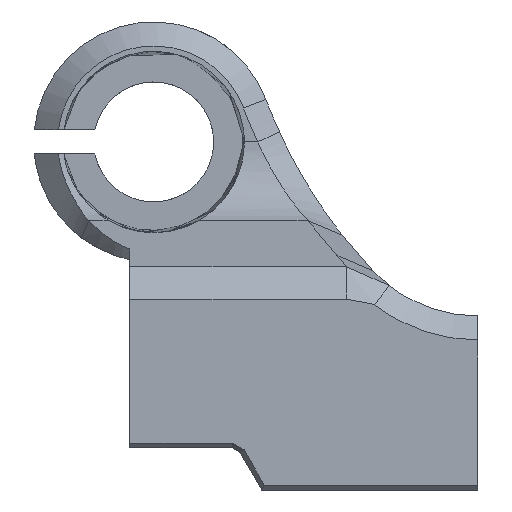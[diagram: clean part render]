
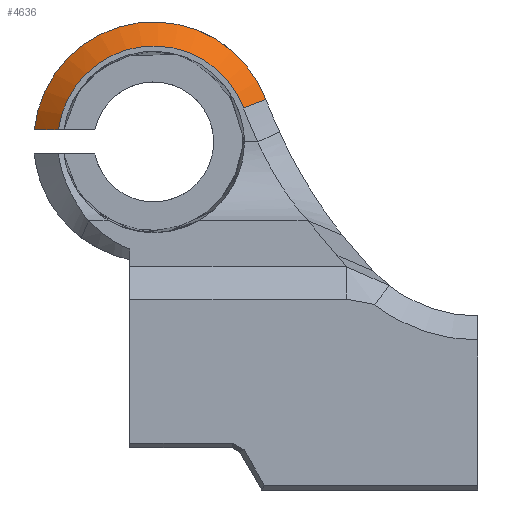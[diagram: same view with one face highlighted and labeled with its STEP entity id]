
A CAD part, front view. The second image highlights one B-rep face of the part: STEP entity #4636.
In plain terms, the highlighted conical face has half-angle 45 degrees and reference radius 10 mm.
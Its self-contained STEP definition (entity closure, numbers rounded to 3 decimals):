
#83 = CYLINDRICAL_SURFACE('',#84,10.);
#84 = AXIS2_PLACEMENT_3D('',#85,#86,#87);
#85 = CARTESIAN_POINT('',(-27.,0.,20.));
#86 = DIRECTION('',(0.,-1.,0.));
#87 = DIRECTION('',(-1.,0.,0.));
#140 = PLANE('',#141);
#141 = AXIS2_PLACEMENT_3D('',#142,#143,#144);
#142 = CARTESIAN_POINT('',(-31.,20.949,21.));
#143 = DIRECTION('',(0.,0.,1.));
#144 = DIRECTION('',(0.,-1.,0.));
#530 = VERTEX_POINT('',#531);
#531 = CARTESIAN_POINT('',(-36.95,-12.,21.));
#550 = EDGE_CURVE('',#551,#530,#553,.T.);
#551 = VERTEX_POINT('',#552);
#552 = CARTESIAN_POINT('',(-34.937,-14.,21.));
#553 = SURFACE_CURVE('',#554,(#559,#566),.PCURVE_S1.);
#554 = HYPERBOLA('',#555,1.,1.);
#555 = AXIS2_PLACEMENT_3D('',#556,#557,#558);
#556 = CARTESIAN_POINT('',(-27.,-22.,21.));
#557 = DIRECTION('',(0.,-0.,1.));
#558 = DIRECTION('',(0.,1.,0.));
#559 = PCURVE('',#140,#560);
#560 = DEFINITIONAL_REPRESENTATION('',(#561),#565);
#561 = ( BOUNDED_CURVE() B_SPLINE_CURVE(2,(#562,#563,#564),
.UNSPECIFIED.,.F.,.F.) B_SPLINE_CURVE_WITH_KNOTS((3,3),(2.769,
2.993),.PIECEWISE_BEZIER_KNOTS.) CURVE() 
GEOMETRIC_REPRESENTATION_ITEM() RATIONAL_B_SPLINE_CURVE((1.,
1.006,1.)) REPRESENTATION_ITEM('') );
#562 = CARTESIAN_POINT('',(34.949,-3.937));
#563 = CARTESIAN_POINT('',(34.062,-4.832));
#564 = CARTESIAN_POINT('',(32.949,-5.95));
#565 = ( GEOMETRIC_REPRESENTATION_CONTEXT(2) 
PARAMETRIC_REPRESENTATION_CONTEXT() REPRESENTATION_CONTEXT('2D SPACE',''
  ) );
#566 = PCURVE('',#567,#572);
#567 = CONICAL_SURFACE('',#568,10.,0.785);
#568 = AXIS2_PLACEMENT_3D('',#569,#570,#571);
#569 = CARTESIAN_POINT('',(-27.,-12.,20.));
#570 = DIRECTION('',(0.,1.,0.));
#571 = DIRECTION('',(0.935,0.,0.354));
#572 = DEFINITIONAL_REPRESENTATION('',(#573),#583);
#573 = B_SPLINE_CURVE_WITH_KNOTS('',8,(#574,#575,#576,#577,#578,#579,
    #580,#581,#582),.UNSPECIFIED.,.F.,.F.,(9,9),(2.769,
    2.993),.PIECEWISE_BEZIER_KNOTS.);
#574 = CARTESIAN_POINT('',(-2.655,-2.));
#575 = CARTESIAN_POINT('',(-2.658,-1.777));
#576 = CARTESIAN_POINT('',(-2.662,-1.547));
#577 = CARTESIAN_POINT('',(-2.665,-1.31));
#578 = CARTESIAN_POINT('',(-2.668,-1.064));
#579 = CARTESIAN_POINT('',(-2.671,-0.811));
#580 = CARTESIAN_POINT('',(-2.674,-0.55));
#581 = CARTESIAN_POINT('',(-2.677,-0.279));
#582 = CARTESIAN_POINT('',(-2.68,0.));
#583 = ( GEOMETRIC_REPRESENTATION_CONTEXT(2) 
PARAMETRIC_REPRESENTATION_CONTEXT() REPRESENTATION_CONTEXT('2D SPACE',''
  ) );
#600 = PLANE('',#601);
#601 = AXIS2_PLACEMENT_3D('',#602,#603,#604);
#602 = CARTESIAN_POINT('',(-61.,-14.,20.));
#603 = DIRECTION('',(0.,-1.,0.));
#604 = DIRECTION('',(0.,0.,1.));
#1192 = VERTEX_POINT('',#1193);
#1193 = CARTESIAN_POINT('',(-17.646,-12.,23.537));
#1300 = EDGE_CURVE('',#1192,#530,#1301,.T.);
#1301 = SURFACE_CURVE('',#1302,(#1307,#1336),.PCURVE_S1.);
#1302 = CIRCLE('',#1303,10.);
#1303 = AXIS2_PLACEMENT_3D('',#1304,#1305,#1306);
#1304 = CARTESIAN_POINT('',(-27.,-12.,20.));
#1305 = DIRECTION('',(0.,-1.,0.));
#1306 = DIRECTION('',(0.935,0.,0.354));
#1307 = PCURVE('',#83,#1308);
#1308 = DEFINITIONAL_REPRESENTATION('',(#1309),#1335);
#1309 = B_SPLINE_CURVE_WITH_KNOTS('',3,(#1310,#1311,#1312,#1313,#1314,
    #1315,#1316,#1317,#1318,#1319,#1320,#1321,#1322,#1323,#1324,#1325,
    #1326,#1327,#1328,#1329,#1330,#1331,#1332,#1333,#1334),
  .UNSPECIFIED.,.F.,.F.,(4,1,1,1,1,1,1,1,1,1,1,1,1,1,1,1,1,1,1,1,1,1,4),
  (0.,0.126,0.253,0.379,
    0.505,0.632,0.758,0.885,
    1.011,1.137,1.264,1.39,
    1.516,1.643,1.769,1.895,
    2.022,2.148,2.275,2.401,
    2.527,2.654,2.78),
  .QUASI_UNIFORM_KNOTS.);
#1310 = CARTESIAN_POINT('',(-2.78,12.));
#1311 = CARTESIAN_POINT('',(-2.738,12.));
#1312 = CARTESIAN_POINT('',(-2.654,12.));
#1313 = CARTESIAN_POINT('',(-2.527,12.));
#1314 = CARTESIAN_POINT('',(-2.401,12.));
#1315 = CARTESIAN_POINT('',(-2.275,12.));
#1316 = CARTESIAN_POINT('',(-2.148,12.));
#1317 = CARTESIAN_POINT('',(-2.022,12.));
#1318 = CARTESIAN_POINT('',(-1.895,12.));
#1319 = CARTESIAN_POINT('',(-1.769,12.));
#1320 = CARTESIAN_POINT('',(-1.643,12.));
#1321 = CARTESIAN_POINT('',(-1.516,12.));
#1322 = CARTESIAN_POINT('',(-1.39,12.));
#1323 = CARTESIAN_POINT('',(-1.264,12.));
#1324 = CARTESIAN_POINT('',(-1.137,12.));
#1325 = CARTESIAN_POINT('',(-1.011,12.));
#1326 = CARTESIAN_POINT('',(-0.885,12.));
#1327 = CARTESIAN_POINT('',(-0.758,12.));
#1328 = CARTESIAN_POINT('',(-0.632,12.));
#1329 = CARTESIAN_POINT('',(-0.505,12.));
#1330 = CARTESIAN_POINT('',(-0.379,12.));
#1331 = CARTESIAN_POINT('',(-0.253,12.));
#1332 = CARTESIAN_POINT('',(-0.126,12.));
#1333 = CARTESIAN_POINT('',(-0.042,12.));
#1334 = CARTESIAN_POINT('',(0.,12.));
#1335 = ( GEOMETRIC_REPRESENTATION_CONTEXT(2) 
PARAMETRIC_REPRESENTATION_CONTEXT() REPRESENTATION_CONTEXT('2D SPACE',''
  ) );
#1336 = PCURVE('',#567,#1337);
#1337 = DEFINITIONAL_REPRESENTATION('',(#1338),#1342);
#1338 = LINE('',#1339,#1340);
#1339 = CARTESIAN_POINT('',(-0.,-0.));
#1340 = VECTOR('',#1341,1.);
#1341 = DIRECTION('',(-1.,-0.));
#1342 = ( GEOMETRIC_REPRESENTATION_CONTEXT(2) 
PARAMETRIC_REPRESENTATION_CONTEXT() REPRESENTATION_CONTEXT('2D SPACE',''
  ) );
#2157 = CONICAL_SURFACE('',#2158,43.,0.785);
#2158 = AXIS2_PLACEMENT_3D('',#2159,#2160,#2161);
#2159 = CARTESIAN_POINT('',(22.574,-12.,38.747));
#2160 = DIRECTION('',(0.,-1.,0.));
#2161 = DIRECTION('',(-0.9,-0.,-0.436));
#4112 = VERTEX_POINT('',#4113);
#4113 = CARTESIAN_POINT('',(-19.517,-14.,22.83));
#4139 = EDGE_CURVE('',#4112,#551,#4140,.T.);
#4140 = SURFACE_CURVE('',#4141,(#4146,#4153),.PCURVE_S1.);
#4141 = CIRCLE('',#4142,8.);
#4142 = AXIS2_PLACEMENT_3D('',#4143,#4144,#4145);
#4143 = CARTESIAN_POINT('',(-27.,-14.,20.));
#4144 = DIRECTION('',(0.,-1.,0.));
#4145 = DIRECTION('',(0.935,0.,0.354));
#4146 = PCURVE('',#600,#4147);
#4147 = DEFINITIONAL_REPRESENTATION('',(#4148),#4152);
#4148 = CIRCLE('',#4149,8.);
#4149 = AXIS2_PLACEMENT_2D('',#4150,#4151);
#4150 = CARTESIAN_POINT('',(0.,-34.));
#4151 = DIRECTION('',(0.354,-0.935));
#4152 = ( GEOMETRIC_REPRESENTATION_CONTEXT(2) 
PARAMETRIC_REPRESENTATION_CONTEXT() REPRESENTATION_CONTEXT('2D SPACE',''
  ) );
#4153 = PCURVE('',#567,#4154);
#4154 = DEFINITIONAL_REPRESENTATION('',(#4155),#4159);
#4155 = LINE('',#4156,#4157);
#4156 = CARTESIAN_POINT('',(-0.,-2.));
#4157 = VECTOR('',#4158,1.);
#4158 = DIRECTION('',(-1.,-0.));
#4159 = ( GEOMETRIC_REPRESENTATION_CONTEXT(2) 
PARAMETRIC_REPRESENTATION_CONTEXT() REPRESENTATION_CONTEXT('2D SPACE',''
  ) );
#4636 = ADVANCED_FACE('',(#4637),#567,.T.);
#4637 = FACE_BOUND('',#4638,.T.);
#4638 = EDGE_LOOP('',(#4639,#4658,#4659,#4660));
#4639 = ORIENTED_EDGE('',*,*,#4640,.F.);
#4640 = EDGE_CURVE('',#1192,#4112,#4641,.T.);
#4641 = SURFACE_CURVE('',#4642,(#4646,#4652),.PCURVE_S1.);
#4642 = LINE('',#4643,#4644);
#4643 = CARTESIAN_POINT('',(-17.646,-12.,23.537));
#4644 = VECTOR('',#4645,1.);
#4645 = DIRECTION('',(-0.661,-0.707,-0.25));
#4646 = PCURVE('',#567,#4647);
#4647 = DEFINITIONAL_REPRESENTATION('',(#4648),#4651);
#4648 = B_SPLINE_CURVE_WITH_KNOTS('',1,(#4649,#4650),.UNSPECIFIED.,.F.,
  .F.,(2,2),(0.,2.828),.PIECEWISE_BEZIER_KNOTS.);
#4649 = CARTESIAN_POINT('',(0.,0.));
#4650 = CARTESIAN_POINT('',(0.,-2.));
#4651 = ( GEOMETRIC_REPRESENTATION_CONTEXT(2) 
PARAMETRIC_REPRESENTATION_CONTEXT() REPRESENTATION_CONTEXT('2D SPACE',''
  ) );
#4652 = PCURVE('',#2157,#4653);
#4653 = DEFINITIONAL_REPRESENTATION('',(#4654),#4657);
#4654 = B_SPLINE_CURVE_WITH_KNOTS('',1,(#4655,#4656),.UNSPECIFIED.,.F.,
  .F.,(2,2),(0.,2.828),.PIECEWISE_BEZIER_KNOTS.);
#4655 = CARTESIAN_POINT('',(-0.09,0.));
#4656 = CARTESIAN_POINT('',(-0.09,2.));
#4657 = ( GEOMETRIC_REPRESENTATION_CONTEXT(2) 
PARAMETRIC_REPRESENTATION_CONTEXT() REPRESENTATION_CONTEXT('2D SPACE',''
  ) );
#4658 = ORIENTED_EDGE('',*,*,#1300,.T.);
#4659 = ORIENTED_EDGE('',*,*,#550,.F.);
#4660 = ORIENTED_EDGE('',*,*,#4139,.F.);
